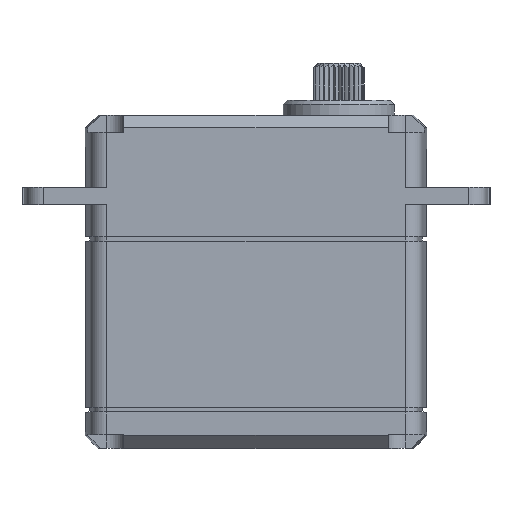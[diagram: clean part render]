
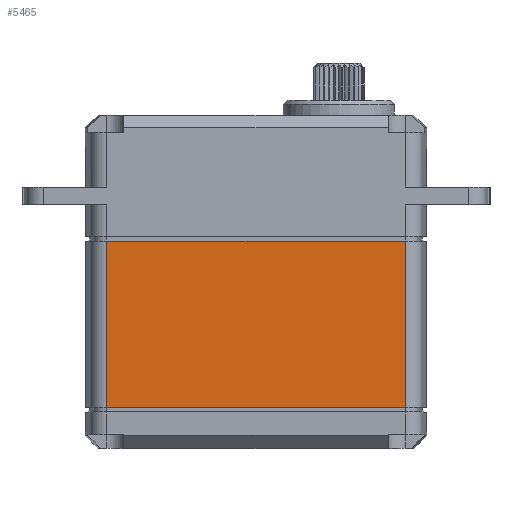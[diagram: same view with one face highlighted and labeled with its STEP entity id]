
A CAD part, top view. The second image highlights one B-rep face of the part: STEP entity #5465.
In plain terms, the highlighted planar face has unit normal (0, 0, 1).
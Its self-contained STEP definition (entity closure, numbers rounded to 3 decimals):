
#179=DIRECTION('',(1.,0.,0.));
#180=VECTOR('',#179,34.89);
#181=CARTESIAN_POINT('',(-17.444,24.25,10.));
#182=LINE('',#181,#180);
#183=DIRECTION('',(0.,-1.,0.));
#184=VECTOR('',#183,19.45);
#185=CARTESIAN_POINT('',(17.445,24.25,10.));
#186=LINE('',#185,#184);
#187=DIRECTION('',(1.,0.,0.));
#188=VECTOR('',#187,34.89);
#189=CARTESIAN_POINT('',(-17.444,4.8,10.));
#190=LINE('',#189,#188);
#191=DIRECTION('',(0.,-1.,0.));
#192=VECTOR('',#191,19.45);
#193=CARTESIAN_POINT('',(-17.444,24.25,10.));
#194=LINE('',#193,#192);
#4717=CARTESIAN_POINT('',(-17.444,4.8,10.));
#4718=CARTESIAN_POINT('',(17.445,4.8,10.));
#4719=VERTEX_POINT('',#4717);
#4720=VERTEX_POINT('',#4718);
#4777=CARTESIAN_POINT('',(-17.444,24.25,10.));
#4778=CARTESIAN_POINT('',(17.445,24.25,10.));
#4779=VERTEX_POINT('',#4777);
#4780=VERTEX_POINT('',#4778);
#5450=CARTESIAN_POINT('',(-19.16,0.,10.));
#5451=DIRECTION('',(0.,0.,1.));
#5452=DIRECTION('',(1.,0.,0.));
#5453=AXIS2_PLACEMENT_3D('',#5450,#5451,#5452);
#5454=PLANE('',#5453);
#5456=ORIENTED_EDGE('',*,*,#5455,.T.);
#5458=ORIENTED_EDGE('',*,*,#5457,.T.);
#5460=ORIENTED_EDGE('',*,*,#5459,.F.);
#5462=ORIENTED_EDGE('',*,*,#5461,.F.);
#5463=EDGE_LOOP('',(#5456,#5458,#5460,#5462));
#5464=FACE_OUTER_BOUND('',#5463,.F.);
#5465=ADVANCED_FACE('',(#5464),#5454,.T.);
#5455=EDGE_CURVE('',#4779,#4780,#182,.T.);
#5457=EDGE_CURVE('',#4780,#4720,#186,.T.);
#5459=EDGE_CURVE('',#4719,#4720,#190,.T.);
#5461=EDGE_CURVE('',#4779,#4719,#194,.T.);
